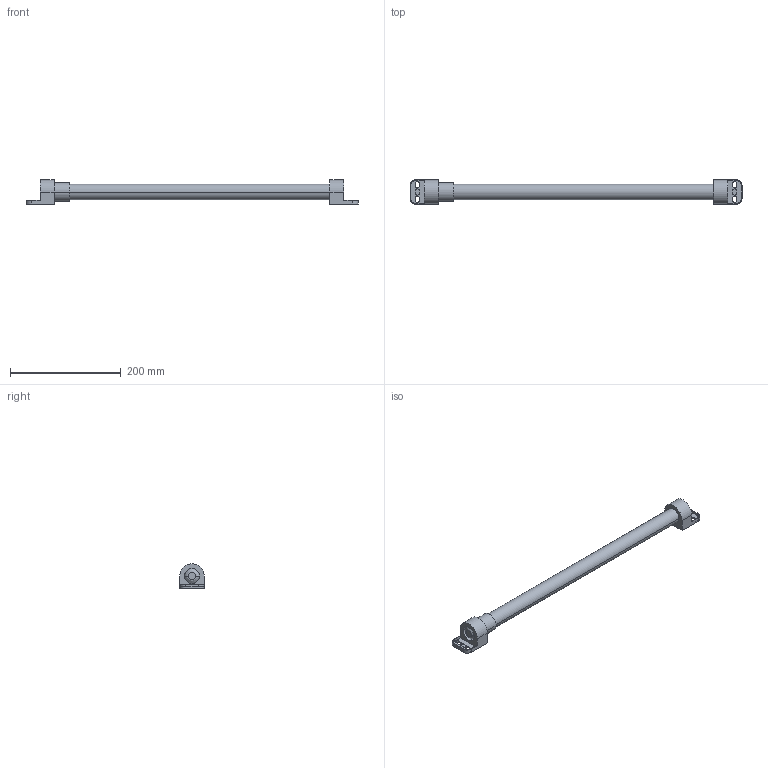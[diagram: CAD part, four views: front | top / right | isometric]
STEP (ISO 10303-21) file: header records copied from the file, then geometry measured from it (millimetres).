
FILE_DESCRIPTION(('starvars output'),'2;1');
FILE_NAME('cv20200416134815000017184.stp','13:48:15 2020/04/16',( 'Thomas Industrial Network Germany GmbH'),( 'Thomas Industrial Network Germany GmbH'),'unknown preprocess','ACIS' ,'unknown authorization');
FILE_SCHEMA(('AUTOMOTIVE_DESIGN_CC2 {UNKNOWN IMPLEMENTATION LEVEL}'));
Length unit declared in the file: millimetre
Products named in the file (1): PRODUCT_ID_1
Bounding box: 600 x 44 x 44 mm (x, y, z)
Volume: 404040.5 mm3; surface area: 65851 mm2
Topology: 1 solids, 1 shells, 73 faces, 188 edges, 124 vertices
Faces by surface type: plane 39, cylinder 30, bspline 4
Entity records: 2985 total; most frequent: CARTESIAN_POINT 527, ORIENTED_EDGE 376, DIRECTION 364, EDGE_CURVE 188, VERTEX_POINT 124, AXIS2_PLACEMENT_3D 123, VECTOR 118, LINE 118
